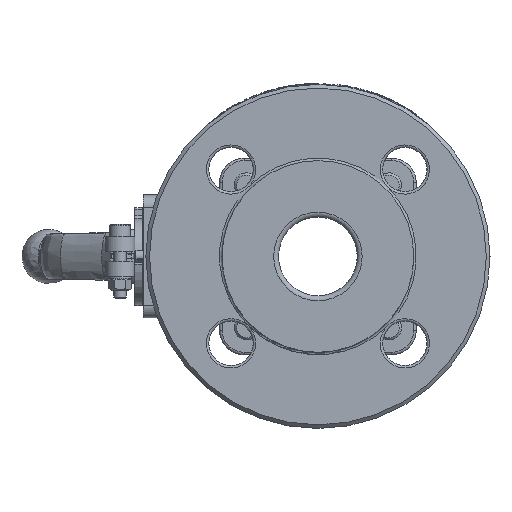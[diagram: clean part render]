
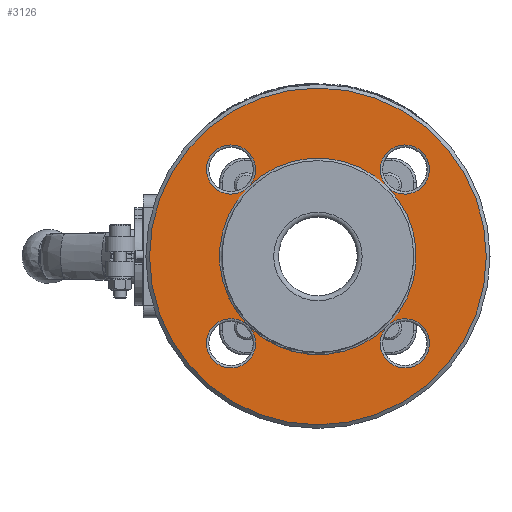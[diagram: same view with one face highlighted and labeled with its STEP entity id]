
A CAD part, left-side view. The second image highlights one B-rep face of the part: STEP entity #3126.
In plain terms, the highlighted planar face has unit normal (-1, 0, 0).
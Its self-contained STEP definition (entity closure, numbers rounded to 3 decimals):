
#1879 = DIRECTION ( 'NONE',  ( 0., 1., 0. ) ) ;
#1904 = VERTEX_POINT ( 'NONE', #22216 ) ;
#1957 = CIRCLE ( 'NONE', #37914, 10. ) ;
#2289 = VERTEX_POINT ( 'NONE', #12894 ) ;
#2654 = ORIENTED_EDGE ( 'NONE', *, *, #17661, .T. ) ;
#2788 = CARTESIAN_POINT ( 'NONE',  ( 2., 68.5, 0. ) ) ;
#2849 = EDGE_CURVE ( 'NONE', #1904, #2289, #29186, .T. ) ;
#3126 = ADVANCED_FACE ( 'NONE', ( #15809, #40061 ), #6412, .T. ) ;
#4004 = EDGE_CURVE ( 'NONE', #12513, #17300, #40490, .T. ) ;
#4646 = CIRCLE ( 'NONE', #30801, 10. ) ;
#4750 = EDGE_CURVE ( 'NONE', #17300, #17300, #33035, .T. ) ;
#5152 = DIRECTION ( 'NONE',  ( 1., 0., 0. ) ) ;
#5535 = CARTESIAN_POINT ( 'NONE',  ( 2., 0., 0. ) ) ;
#5864 = VERTEX_POINT ( 'NONE', #2788 ) ;
#6033 = CARTESIAN_POINT ( 'NONE',  ( 2., -28.284, -28.284 ) ) ;
#6412 = PLANE ( 'NONE',  #21331 ) ;
#6618 = CARTESIAN_POINT ( 'NONE',  ( 2., 53.75, 0. ) ) ;
#7772 = CARTESIAN_POINT ( 'NONE',  ( 2., 0., 0. ) ) ;
#9025 = AXIS2_PLACEMENT_3D ( 'NONE', #7772, #17372, #32750 ) ;
#9711 = DIRECTION ( 'NONE',  ( 0., -1., 0. ) ) ;
#9828 = DIRECTION ( 'NONE',  ( -1., 0., 0. ) ) ;
#10279 = ORIENTED_EDGE ( 'NONE', *, *, #2849, .F. ) ;
#12513 = VERTEX_POINT ( 'NONE', #39884 ) ;
#12754 = CARTESIAN_POINT ( 'NONE',  ( 2., 0., 0. ) ) ;
#12819 = AXIS2_PLACEMENT_3D ( 'NONE', #39691, #36782, #15040 ) ;
#12894 = CARTESIAN_POINT ( 'NONE',  ( 2., 28.284, 28.284 ) ) ;
#13623 = CIRCLE ( 'NONE', #39185, 40. ) ;
#13637 = CARTESIAN_POINT ( 'NONE',  ( 2., 35.355, 35.355 ) ) ;
#13912 = ORIENTED_EDGE ( 'NONE', *, *, #22700, .F. ) ;
#14700 = DIRECTION ( 'NONE',  ( 0., 0., 1. ) ) ;
#15040 = DIRECTION ( 'NONE',  ( 0., -1., 0. ) ) ;
#15809 = FACE_OUTER_BOUND ( 'NONE', #24013, .T. ) ;
#15989 = DIRECTION ( 'NONE',  ( 0., 0., 1. ) ) ;
#17300 = VERTEX_POINT ( 'NONE', #6033 ) ;
#17372 = DIRECTION ( 'NONE',  ( -1., 0., 0. ) ) ;
#17661 = EDGE_CURVE ( 'NONE', #12513, #12513, #4646, .T. ) ;
#17794 = CARTESIAN_POINT ( 'NONE',  ( 2., 0., 0. ) ) ;
#20024 = ORIENTED_EDGE ( 'NONE', *, *, #4004, .F. ) ;
#20216 = ORIENTED_EDGE ( 'NONE', *, *, #39397, .F. ) ;
#20568 = ORIENTED_EDGE ( 'NONE', *, *, #28168, .T. ) ;
#21331 = AXIS2_PLACEMENT_3D ( 'NONE', #6618, #21361, #25241 ) ;
#21361 = DIRECTION ( 'NONE',  ( -1., 0., 0. ) ) ;
#22014 = DIRECTION ( 'NONE',  ( 0., 0., 1. ) ) ;
#22216 = CARTESIAN_POINT ( 'NONE',  ( 2., -28.284, 28.284 ) ) ;
#22700 = EDGE_CURVE ( 'NONE', #2289, #12513, #13623, .T. ) ;
#24013 = EDGE_LOOP ( 'NONE', ( #20216 ) ) ;
#24336 = CARTESIAN_POINT ( 'NONE',  ( 2., -35.355, -35.355 ) ) ;
#24817 = CIRCLE ( 'NONE', #33962, 10. ) ;
#25241 = DIRECTION ( 'NONE',  ( 0., 0., 1. ) ) ;
#25296 = DIRECTION ( 'NONE',  ( 1., 0., 0. ) ) ;
#25861 = AXIS2_PLACEMENT_3D ( 'NONE', #24336, #39552, #14700 ) ;
#26331 = EDGE_CURVE ( 'NONE', #17300, #1904, #37794, .T. ) ;
#28034 = ORIENTED_EDGE ( 'NONE', *, *, #26331, .F. ) ;
#28168 = EDGE_CURVE ( 'NONE', #2289, #2289, #1957, .T. ) ;
#28256 = DIRECTION ( 'NONE',  ( 0., -1., 0. ) ) ;
#28512 = CARTESIAN_POINT ( 'NONE',  ( 2., 35.355, -35.355 ) ) ;
#29186 = CIRCLE ( 'NONE', #12819, 40. ) ;
#29234 = DIRECTION ( 'NONE',  ( 0., 0., 1. ) ) ;
#29607 = EDGE_CURVE ( 'NONE', #1904, #1904, #24817, .T. ) ;
#30798 = EDGE_LOOP ( 'NONE', ( #13912, #20568, #10279, #37866, #28034, #38046, #20024, #2654 ) ) ;
#30801 = AXIS2_PLACEMENT_3D ( 'NONE', #28512, #32366, #15989 ) ;
#30812 = DIRECTION ( 'NONE',  ( -1., 0., 0. ) ) ;
#31294 = AXIS2_PLACEMENT_3D ( 'NONE', #12754, #30812, #9711 ) ;
#31457 = CARTESIAN_POINT ( 'NONE',  ( 2., -35.355, 35.355 ) ) ;
#31692 = DIRECTION ( 'NONE',  ( 1., 0., 0. ) ) ;
#32271 = AXIS2_PLACEMENT_3D ( 'NONE', #17794, #5152, #1879 ) ;
#32366 = DIRECTION ( 'NONE',  ( 1., 0., 0. ) ) ;
#32750 = DIRECTION ( 'NONE',  ( 0., -1., 0. ) ) ;
#33035 = CIRCLE ( 'NONE', #25861, 10. ) ;
#33962 = AXIS2_PLACEMENT_3D ( 'NONE', #31457, #25296, #22014 ) ;
#36782 = DIRECTION ( 'NONE',  ( -1., 0., 0. ) ) ;
#36871 = CIRCLE ( 'NONE', #32271, 68.5 ) ;
#37794 = CIRCLE ( 'NONE', #9025, 40. ) ;
#37866 = ORIENTED_EDGE ( 'NONE', *, *, #29607, .T. ) ;
#37914 = AXIS2_PLACEMENT_3D ( 'NONE', #13637, #31692, #29234 ) ;
#38046 = ORIENTED_EDGE ( 'NONE', *, *, #4750, .T. ) ;
#39185 = AXIS2_PLACEMENT_3D ( 'NONE', #5535, #9828, #28256 ) ;
#39397 = EDGE_CURVE ( 'NONE', #5864, #5864, #36871, .T. ) ;
#39552 = DIRECTION ( 'NONE',  ( 1., 0., 0. ) ) ;
#39691 = CARTESIAN_POINT ( 'NONE',  ( 2., 0., 0. ) ) ;
#39884 = CARTESIAN_POINT ( 'NONE',  ( 2., 28.284, -28.284 ) ) ;
#40061 = FACE_BOUND ( 'NONE', #30798, .T. ) ;
#40490 = CIRCLE ( 'NONE', #31294, 40. ) ;
